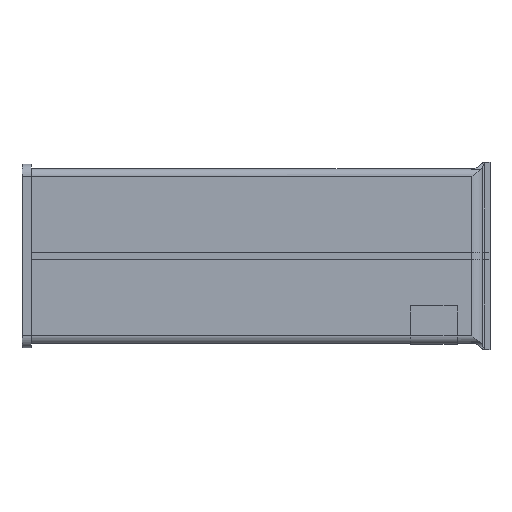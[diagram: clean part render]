
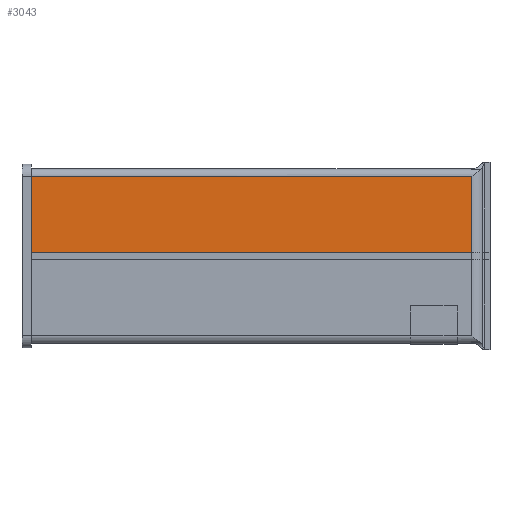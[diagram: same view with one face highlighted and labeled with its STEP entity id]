
A CAD part, top view. The second image highlights one B-rep face of the part: STEP entity #3043.
In plain terms, the highlighted planar face has unit normal (0, 0, 1).
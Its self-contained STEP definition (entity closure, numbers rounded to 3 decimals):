
#33 = VERTEX_POINT ( 'NONE', #1000 ) ;
#105 = CARTESIAN_POINT ( 'NONE',  ( 20., 7.5, 17.5 ) ) ;
#153 = DIRECTION ( 'NONE',  ( 0., 1., 0. ) ) ;
#158 = CARTESIAN_POINT ( 'NONE',  ( 961.144, 170.5, 17.5 ) ) ;
#609 = CARTESIAN_POINT ( 'NONE',  ( 0., 7.5, 17.5 ) ) ;
#633 = CARTESIAN_POINT ( 'NONE',  ( 20., 7.5, 17.5 ) ) ;
#662 = LINE ( 'NONE', #609, #2740 ) ;
#721 = LINE ( 'NONE', #3439, #1671 ) ;
#734 = ORIENTED_EDGE ( 'NONE', *, *, #1791, .T. ) ;
#815 = AXIS2_PLACEMENT_3D ( 'NONE', #2834, #2855, #3370 ) ;
#908 = CARTESIAN_POINT ( 'NONE',  ( 20., 170.5, 17.5 ) ) ;
#1000 = CARTESIAN_POINT ( 'NONE',  ( 961.144, 7.5, 17.5 ) ) ;
#1018 = EDGE_CURVE ( 'NONE', #1797, #2048, #1372, .T. ) ;
#1132 = DIRECTION ( 'NONE',  ( -1., 0., 0. ) ) ;
#1225 = LINE ( 'NONE', #633, #3148 ) ;
#1360 = EDGE_CURVE ( 'NONE', #33, #2018, #662, .T. ) ;
#1372 = LINE ( 'NONE', #2447, #2063 ) ;
#1457 = DIRECTION ( 'NONE',  ( -1., 0., 0. ) ) ;
#1522 = ORIENTED_EDGE ( 'NONE', *, *, #1360, .F. ) ;
#1671 = VECTOR ( 'NONE', #2036, 1000. ) ;
#1791 = EDGE_CURVE ( 'NONE', #33, #1797, #721, .T. ) ;
#1797 = VERTEX_POINT ( 'NONE', #158 ) ;
#1799 = FACE_OUTER_BOUND ( 'NONE', #2721, .T. ) ;
#2018 = VERTEX_POINT ( 'NONE', #105 ) ;
#2036 = DIRECTION ( 'NONE',  ( 0., 1., 0. ) ) ;
#2048 = VERTEX_POINT ( 'NONE', #908 ) ;
#2063 = VECTOR ( 'NONE', #1132, 1000. ) ;
#2169 = ORIENTED_EDGE ( 'NONE', *, *, #1018, .T. ) ;
#2276 = EDGE_CURVE ( 'NONE', #2018, #2048, #1225, .T. ) ;
#2447 = CARTESIAN_POINT ( 'NONE',  ( 1000.001, 170.5, 17.5 ) ) ;
#2458 = ORIENTED_EDGE ( 'NONE', *, *, #2276, .F. ) ;
#2721 = EDGE_LOOP ( 'NONE', ( #2458, #1522, #734, #2169 ) ) ;
#2740 = VECTOR ( 'NONE', #1457, 1000. ) ;
#2834 = CARTESIAN_POINT ( 'NONE',  ( 975., 300., 17.5 ) ) ;
#2855 = DIRECTION ( 'NONE',  ( 0., 0., -1. ) ) ;
#3043 = ADVANCED_FACE ( 'NONE', ( #1799 ), #3347, .F. ) ;
#3148 = VECTOR ( 'NONE', #153, 1000. ) ;
#3347 = PLANE ( 'NONE',  #815 ) ;
#3370 = DIRECTION ( 'NONE',  ( -1., 0., 0. ) ) ;
#3439 = CARTESIAN_POINT ( 'NONE',  ( 961.144, 300., 17.5 ) ) ;
